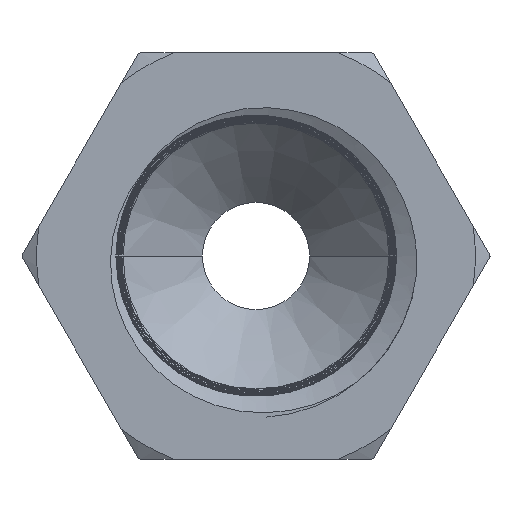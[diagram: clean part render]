
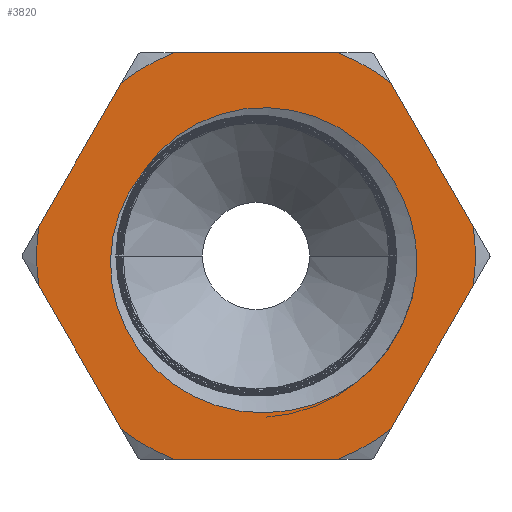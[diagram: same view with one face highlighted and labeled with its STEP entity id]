
A CAD part, left-side view. The second image highlights one B-rep face of the part: STEP entity #3820.
In plain terms, the highlighted planar face has unit normal (-1, 0, 0).
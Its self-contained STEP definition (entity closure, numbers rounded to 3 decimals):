
#121=DIRECTION('',(0.,-0.5,0.866));
#122=VECTOR('',#121,10.973);
#123=CARTESIAN_POINT('',(0.,14.391,1.974));
#124=LINE('',#123,#122);
#125=CARTESIAN_POINT('',(0.,0.,0.));
#126=DIRECTION('',(-1.,0.,0.));
#127=DIRECTION('',(0.,0.378,0.926));
#128=AXIS2_PLACEMENT_3D('',#125,#126,#127);
#130=DIRECTION('',(0.,-1.,0.));
#131=VECTOR('',#130,10.973);
#132=CARTESIAN_POINT('',(0.,5.487,13.45));
#133=LINE('',#132,#131);
#134=CARTESIAN_POINT('',(0.,0.,0.));
#135=DIRECTION('',(-1.,0.,0.));
#136=DIRECTION('',(0.,-0.613,0.79));
#137=AXIS2_PLACEMENT_3D('',#134,#135,#136);
#139=DIRECTION('',(0.,-0.5,-0.866));
#140=VECTOR('',#139,10.973);
#141=CARTESIAN_POINT('',(0.,-8.905,11.476));
#142=LINE('',#141,#140);
#143=DIRECTION('',(0.,0.5,-0.866));
#144=VECTOR('',#143,10.973);
#145=CARTESIAN_POINT('',(0.,-14.391,-1.974));
#146=LINE('',#145,#144);
#147=CARTESIAN_POINT('',(0.,0.,0.));
#148=DIRECTION('',(-1.,0.,0.));
#149=DIRECTION('',(0.,-0.378,-0.926));
#150=AXIS2_PLACEMENT_3D('',#147,#148,#149);
#152=DIRECTION('',(0.,1.,0.));
#153=VECTOR('',#152,10.973);
#154=CARTESIAN_POINT('',(0.,-5.487,-13.45));
#155=LINE('',#154,#153);
#156=CARTESIAN_POINT('',(0.,0.,0.));
#157=DIRECTION('',(-1.,0.,0.));
#158=DIRECTION('',(0.,0.613,-0.79));
#159=AXIS2_PLACEMENT_3D('',#156,#157,#158);
#161=DIRECTION('',(0.,0.5,0.866));
#162=VECTOR('',#161,10.973);
#163=CARTESIAN_POINT('',(0.,8.905,-11.476));
#164=LINE('',#163,#162);
#165=CARTESIAN_POINT('',(0.,7.377,5.713));
#166=CARTESIAN_POINT('',(0.,7.101,6.115));
#167=CARTESIAN_POINT('',(0.,6.491,6.869));
#168=CARTESIAN_POINT('',(0.,5.386,7.868));
#169=CARTESIAN_POINT('',(0.,4.144,8.678));
#170=CARTESIAN_POINT('',(0.,2.777,9.293));
#171=CARTESIAN_POINT('',(0.,1.32,9.692));
#172=CARTESIAN_POINT('',(0.,-0.186,9.862));
#173=CARTESIAN_POINT('',(0.,-1.721,9.796));
#174=CARTESIAN_POINT('',(0.,-3.219,9.496));
#175=CARTESIAN_POINT('',(0.,-4.661,8.969));
#176=CARTESIAN_POINT('',(0.,-6.026,8.218));
#177=CARTESIAN_POINT('',(0.,-7.291,7.241));
#178=CARTESIAN_POINT('',(0.,-8.391,6.068));
#179=CARTESIAN_POINT('',(0.,-9.239,4.828));
#180=CARTESIAN_POINT('',(0.,-9.844,3.619));
#181=CARTESIAN_POINT('',(0.,-10.264,2.434));
#182=CARTESIAN_POINT('',(0.,-10.534,1.255));
#183=CARTESIAN_POINT('',(0.,-10.669,0.05));
#184=CARTESIAN_POINT('',(0.,-10.667,-0.76));
#185=CARTESIAN_POINT('',(0.,-10.642,-1.167));
#187=CARTESIAN_POINT('',(0.,0.,0.));
#188=DIRECTION('',(-1.,0.,0.));
#189=DIRECTION('',(0.,0.791,0.612));
#190=AXIS2_PLACEMENT_3D('',#187,#188,#189);
#192=CARTESIAN_POINT('',(0.,-6.731,-8.316));
#193=CARTESIAN_POINT('',(0.,-6.284,-8.647));
#194=CARTESIAN_POINT('',(0.,-5.351,-9.229));
#195=CARTESIAN_POINT('',(0.,-3.819,-9.882));
#196=CARTESIAN_POINT('',(0.,-2.212,-10.284));
#197=CARTESIAN_POINT('',(0.,-0.576,-10.429));
#198=CARTESIAN_POINT('',(0.,1.065,-10.314));
#199=CARTESIAN_POINT('',(0.,2.649,-9.948));
#200=CARTESIAN_POINT('',(0.,4.173,-9.327));
#201=CARTESIAN_POINT('',(0.,5.556,-8.485));
#202=CARTESIAN_POINT('',(0.,6.788,-7.432));
#203=CARTESIAN_POINT('',(0.,7.825,-6.208));
#204=CARTESIAN_POINT('',(0.,8.649,-4.844));
#205=CARTESIAN_POINT('',(0.,9.242,-3.363));
#206=CARTESIAN_POINT('',(0.,9.585,-1.831));
#207=CARTESIAN_POINT('',(0.,9.678,-0.257));
#208=CARTESIAN_POINT('',(0.,9.517,1.288));
#209=CARTESIAN_POINT('',(0.,9.11,2.787));
#210=CARTESIAN_POINT('',(0.,8.469,4.19));
#211=CARTESIAN_POINT('',(0.,7.904,5.032));
#212=CARTESIAN_POINT('',(0.,7.586,5.432));
#214=CARTESIAN_POINT('',(0.,-10.642,-1.167));
#215=CARTESIAN_POINT('',(0.,-10.591,-1.631));
#216=CARTESIAN_POINT('',(0.,-10.43,-2.543));
#217=CARTESIAN_POINT('',(0.,-10.01,-3.876));
#218=CARTESIAN_POINT('',(0.,-9.419,-5.146));
#219=CARTESIAN_POINT('',(0.,-8.671,-6.323));
#220=CARTESIAN_POINT('',(0.,-7.778,-7.393));
#221=CARTESIAN_POINT('',(0.,-7.096,-8.022));
#222=CARTESIAN_POINT('',(0.,-6.731,-8.316));
#238=CARTESIAN_POINT('',(0.,0.,0.));
#239=DIRECTION('',(-1.,0.,0.));
#240=DIRECTION('',(0.,0.991,0.136));
#241=AXIS2_PLACEMENT_3D('',#238,#239,#240);
#264=CARTESIAN_POINT('',(0.,0.,0.));
#265=DIRECTION('',(-1.,0.,0.));
#266=DIRECTION('',(0.,-0.991,-0.136));
#267=AXIS2_PLACEMENT_3D('',#264,#265,#266);
#3564=CARTESIAN_POINT('',(0.,8.905,-11.476));
#3565=CARTESIAN_POINT('',(0.,5.487,-13.45));
#3566=VERTEX_POINT('',#3564);
#3567=VERTEX_POINT('',#3565);
#3568=CARTESIAN_POINT('',(0.,-5.487,-13.45));
#3569=CARTESIAN_POINT('',(0.,-8.905,-11.476));
#3570=VERTEX_POINT('',#3568);
#3571=VERTEX_POINT('',#3569);
#3572=CARTESIAN_POINT('',(0.,-8.905,11.476));
#3573=CARTESIAN_POINT('',(0.,-5.487,13.45));
#3574=VERTEX_POINT('',#3572);
#3575=VERTEX_POINT('',#3573);
#3576=CARTESIAN_POINT('',(0.,5.487,13.45));
#3577=CARTESIAN_POINT('',(0.,8.905,11.476));
#3578=VERTEX_POINT('',#3576);
#3579=VERTEX_POINT('',#3577);
#3596=CARTESIAN_POINT('',(0.,14.391,-1.974));
#3597=VERTEX_POINT('',#3596);
#3598=CARTESIAN_POINT('',(0.,14.391,1.974));
#3599=VERTEX_POINT('',#3598);
#3600=CARTESIAN_POINT('',(0.,-14.391,1.974));
#3601=VERTEX_POINT('',#3600);
#3602=CARTESIAN_POINT('',(0.,-14.391,-1.974));
#3603=VERTEX_POINT('',#3602);
#3650=VERTEX_POINT('',#165);
#3651=VERTEX_POINT('',#185);
#3652=VERTEX_POINT('',#222);
#3653=VERTEX_POINT('',#212);
#3779=CARTESIAN_POINT('',(0.,0.,0.));
#3780=DIRECTION('',(1.,0.,0.));
#3781=DIRECTION('',(0.,0.,-1.));
#3782=AXIS2_PLACEMENT_3D('',#3779,#3780,#3781);
#3783=PLANE('',#3782);
#3785=ORIENTED_EDGE('',*,*,#3784,.F.);
#3787=ORIENTED_EDGE('',*,*,#3786,.T.);
#3789=ORIENTED_EDGE('',*,*,#3788,.F.);
#3791=ORIENTED_EDGE('',*,*,#3790,.T.);
#3793=ORIENTED_EDGE('',*,*,#3792,.F.);
#3795=ORIENTED_EDGE('',*,*,#3794,.T.);
#3797=ORIENTED_EDGE('',*,*,#3796,.F.);
#3799=ORIENTED_EDGE('',*,*,#3798,.T.);
#3801=ORIENTED_EDGE('',*,*,#3800,.F.);
#3803=ORIENTED_EDGE('',*,*,#3802,.T.);
#3805=ORIENTED_EDGE('',*,*,#3804,.F.);
#3807=ORIENTED_EDGE('',*,*,#3806,.T.);
#3808=EDGE_LOOP('',(#3785,#3787,#3789,#3791,#3793,#3795,#3797,#3799,#3801,#3803,
#3805,#3807));
#3809=FACE_OUTER_BOUND('',#3808,.F.);
#3811=ORIENTED_EDGE('',*,*,#3810,.F.);
#3813=ORIENTED_EDGE('',*,*,#3812,.T.);
#3815=ORIENTED_EDGE('',*,*,#3814,.F.);
#3817=ORIENTED_EDGE('',*,*,#3816,.F.);
#3818=EDGE_LOOP('',(#3811,#3813,#3815,#3817));
#3819=FACE_BOUND('',#3818,.F.);
#129=CIRCLE('',#128,14.526);
#138=CIRCLE('',#137,14.526);
#151=CIRCLE('',#150,14.526);
#160=CIRCLE('',#159,14.526);
#186=B_SPLINE_CURVE_WITH_KNOTS('',3,(#165,#166,#167,#168,#169,#170,#171,#172,
#173,#174,#175,#176,#177,#178,#179,#180,#181,#182,#183,#184,#185),.UNSPECIFIED.,
.F.,.F.,(4,1,1,1,1,1,1,1,1,1,1,1,1,1,1,1,1,1,4),(0.,0.056,
0.111,0.167,0.222,0.278,
0.333,0.389,0.444,0.5,0.556,
0.611,0.667,0.722,0.778,
0.833,0.889,0.944,1.),.UNSPECIFIED.);
#191=CIRCLE('',#190,9.33);
#213=B_SPLINE_CURVE_WITH_KNOTS('',3,(#192,#193,#194,#195,#196,#197,#198,#199,
#200,#201,#202,#203,#204,#205,#206,#207,#208,#209,#210,#211,#212),.UNSPECIFIED.,
.F.,.F.,(4,1,1,1,1,1,1,1,1,1,1,1,1,1,1,1,1,1,4),(0.,0.056,
0.111,0.167,0.222,0.278,
0.333,0.389,0.444,0.5,0.556,
0.611,0.667,0.722,0.778,
0.833,0.889,0.944,1.),.UNSPECIFIED.);
#223=B_SPLINE_CURVE_WITH_KNOTS('',3,(#214,#215,#216,#217,#218,#219,#220,#221,
#222),.UNSPECIFIED.,.F.,.F.,(4,1,1,1,1,1,4),(0.,0.167,
0.333,0.5,0.667,0.833,1.),
.UNSPECIFIED.);
#242=CIRCLE('',#241,14.526);
#268=CIRCLE('',#267,14.526);
#3784=EDGE_CURVE('',#3599,#3597,#242,.T.);
#3786=EDGE_CURVE('',#3599,#3579,#124,.T.);
#3788=EDGE_CURVE('',#3578,#3579,#129,.T.);
#3790=EDGE_CURVE('',#3578,#3575,#133,.T.);
#3792=EDGE_CURVE('',#3574,#3575,#138,.T.);
#3794=EDGE_CURVE('',#3574,#3601,#142,.T.);
#3796=EDGE_CURVE('',#3603,#3601,#268,.T.);
#3798=EDGE_CURVE('',#3603,#3571,#146,.T.);
#3800=EDGE_CURVE('',#3570,#3571,#151,.T.);
#3802=EDGE_CURVE('',#3570,#3567,#155,.T.);
#3804=EDGE_CURVE('',#3566,#3567,#160,.T.);
#3806=EDGE_CURVE('',#3566,#3597,#164,.T.);
#3810=EDGE_CURVE('',#3650,#3651,#186,.T.);
#3812=EDGE_CURVE('',#3650,#3653,#191,.T.);
#3814=EDGE_CURVE('',#3652,#3653,#213,.T.);
#3816=EDGE_CURVE('',#3651,#3652,#223,.T.);
#3820=ADVANCED_FACE('',(#3809,#3819),#3783,.F.);
